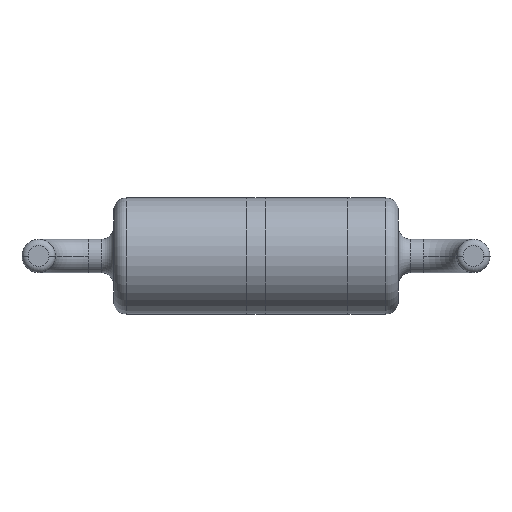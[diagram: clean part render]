
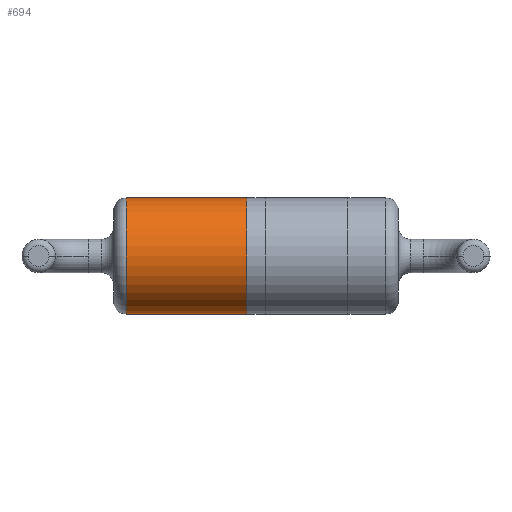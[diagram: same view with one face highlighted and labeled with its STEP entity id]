
A CAD part, front view. The second image highlights one B-rep face of the part: STEP entity #694.
In plain terms, the highlighted cylindrical face has radius 0.93 mm (diameter 1.86 mm), a partial arc.
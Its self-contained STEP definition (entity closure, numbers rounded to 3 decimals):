
#13 = CARTESIAN_POINT ( 'NONE',  ( -2.08, 0., 0.93 ) ) ;
#26 = AXIS2_PLACEMENT_3D ( 'NONE', #776, #1370, #910 ) ;
#65 = VERTEX_POINT ( 'NONE', #141 ) ;
#128 = VECTOR ( 'NONE', #1526, 1000. ) ;
#141 = CARTESIAN_POINT ( 'NONE',  ( -2.08, 0., -0.93 ) ) ;
#171 = CYLINDRICAL_SURFACE ( 'NONE', #26, 0.93 ) ;
#286 = AXIS2_PLACEMENT_3D ( 'NONE', #661, #1126, #523 ) ;
#318 = CARTESIAN_POINT ( 'NONE',  ( -2.28, 0., -0.93 ) ) ;
#383 = VECTOR ( 'NONE', #658, 1000. ) ;
#422 = LINE ( 'NONE', #318, #383 ) ;
#523 = DIRECTION ( 'NONE',  ( 0., 1., 0. ) ) ;
#641 = CARTESIAN_POINT ( 'NONE',  ( -2.08, 0., 0. ) ) ;
#650 = EDGE_CURVE ( 'NONE', #1545, #697, #1054, .T. ) ;
#652 = ORIENTED_EDGE ( 'NONE', *, *, #946, .T. ) ;
#658 = DIRECTION ( 'NONE',  ( 1., 0., 0. ) ) ;
#661 = CARTESIAN_POINT ( 'NONE',  ( -0.15, 0., 0. ) ) ;
#677 = CARTESIAN_POINT ( 'NONE',  ( -2.28, 0., 0.93 ) ) ;
#694 = ADVANCED_FACE ( 'NONE', ( #865 ), #171, .T. ) ;
#697 = VERTEX_POINT ( 'NONE', #1150 ) ;
#700 = EDGE_CURVE ( 'NONE', #65, #1014, #422, .T. ) ;
#702 = CARTESIAN_POINT ( 'NONE',  ( -0.15, 0., -0.93 ) ) ;
#729 = ORIENTED_EDGE ( 'NONE', *, *, #650, .F. ) ;
#755 = CIRCLE ( 'NONE', #286, 0.93 ) ;
#776 = CARTESIAN_POINT ( 'NONE',  ( -2.28, 0., 0. ) ) ;
#850 = ORIENTED_EDGE ( 'NONE', *, *, #700, .T. ) ;
#865 = FACE_OUTER_BOUND ( 'NONE', #1413, .T. ) ;
#910 = DIRECTION ( 'NONE',  ( 0., 0., -1. ) ) ;
#943 = AXIS2_PLACEMENT_3D ( 'NONE', #641, #1444, #1121 ) ;
#946 = EDGE_CURVE ( 'NONE', #1014, #697, #755, .T. ) ;
#1014 = VERTEX_POINT ( 'NONE', #702 ) ;
#1054 = LINE ( 'NONE', #677, #128 ) ;
#1065 = CIRCLE ( 'NONE', #943, 0.93 ) ;
#1074 = ORIENTED_EDGE ( 'NONE', *, *, #1463, .T. ) ;
#1121 = DIRECTION ( 'NONE',  ( 0., 0., -1. ) ) ;
#1126 = DIRECTION ( 'NONE',  ( -1., 0., 0. ) ) ;
#1150 = CARTESIAN_POINT ( 'NONE',  ( -0.15, 0., 0.93 ) ) ;
#1370 = DIRECTION ( 'NONE',  ( 1., 0., 0. ) ) ;
#1413 = EDGE_LOOP ( 'NONE', ( #729, #1074, #850, #652 ) ) ;
#1444 = DIRECTION ( 'NONE',  ( 1., 0., 0. ) ) ;
#1463 = EDGE_CURVE ( 'NONE', #1545, #65, #1065, .T. ) ;
#1526 = DIRECTION ( 'NONE',  ( 1., 0., 0. ) ) ;
#1545 = VERTEX_POINT ( 'NONE', #13 ) ;
